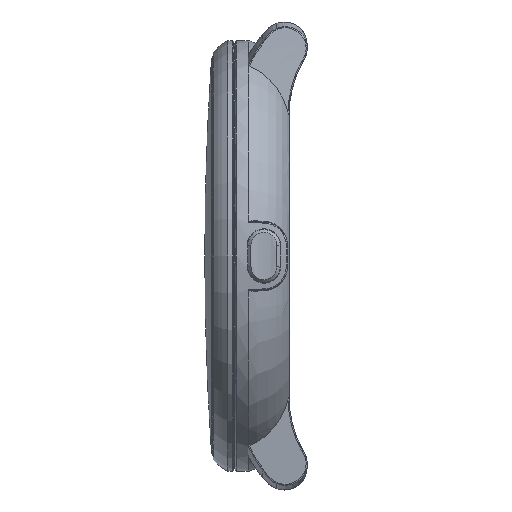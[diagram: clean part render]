
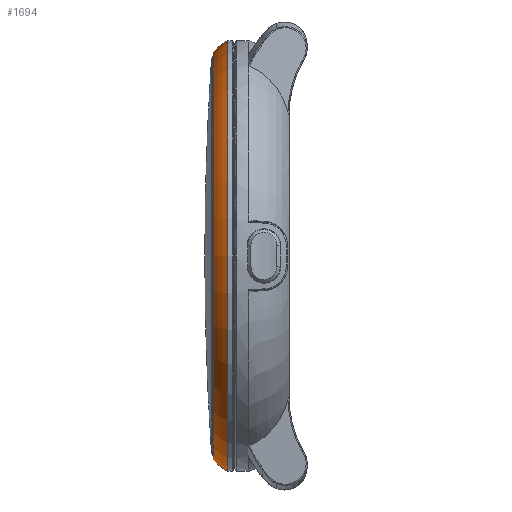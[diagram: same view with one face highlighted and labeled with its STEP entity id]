
A CAD part, left-side view. The second image highlights one B-rep face of the part: STEP entity #1694.
In plain terms, the highlighted toroidal (fillet/blend) face has major radius 14.868 mm and minor radius 5 mm.
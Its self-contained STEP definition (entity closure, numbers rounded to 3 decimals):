
#5 = CARTESIAN_POINT ( 'NONE',  ( 0., 3.042, 0. ) ) ;
#125 = EDGE_CURVE ( 'NONE', #7462, #5937, #22372, .T. ) ;
#1419 = DIRECTION ( 'NONE',  ( 0., 0., 1. ) ) ;
#1554 = CARTESIAN_POINT ( 'NONE',  ( 0., 6.79, -18.178 ) ) ;
#1694 = ADVANCED_FACE ( 'NONE', ( #16939 ), #19475, .T. ) ;
#3938 = CARTESIAN_POINT ( 'NONE',  ( 0., 6.79, 18.178 ) ) ;
#4501 = CARTESIAN_POINT ( 'NONE',  ( 0., 5.465, 19.242 ) ) ;
#4506 = CARTESIAN_POINT ( 'NONE',  ( 0., 6.79, 0. ) ) ;
#5166 = VERTEX_POINT ( 'NONE', #5769 ) ;
#5769 = CARTESIAN_POINT ( 'NONE',  ( 0., 5.465, -19.242 ) ) ;
#5937 = VERTEX_POINT ( 'NONE', #4501 ) ;
#6062 = VERTEX_POINT ( 'NONE', #1554 ) ;
#6324 = DIRECTION ( 'NONE',  ( 0., 0., -1. ) ) ;
#6410 = DIRECTION ( 'NONE',  ( -1., 0., 0. ) ) ;
#6450 = ORIENTED_EDGE ( 'NONE', *, *, #23016, .T. ) ;
#7462 = VERTEX_POINT ( 'NONE', #3938 ) ;
#8139 = CARTESIAN_POINT ( 'NONE',  ( 0., 3.042, 14.868 ) ) ;
#9509 = AXIS2_PLACEMENT_3D ( 'NONE', #8139, #20723, #9953 ) ;
#9953 = DIRECTION ( 'NONE',  ( 0., 0., -1. ) ) ;
#10848 = DIRECTION ( 'NONE',  ( 0., 0., 1. ) ) ;
#10931 = ORIENTED_EDGE ( 'NONE', *, *, #23059, .T. ) ;
#12195 = DIRECTION ( 'NONE',  ( 0., -1., 0. ) ) ;
#13500 = AXIS2_PLACEMENT_3D ( 'NONE', #22969, #12195, #1419 ) ;
#15072 = EDGE_LOOP ( 'NONE', ( #6450, #10931, #15930, #18617 ) ) ;
#15930 = ORIENTED_EDGE ( 'NONE', *, *, #18886, .F. ) ;
#16719 = AXIS2_PLACEMENT_3D ( 'NONE', #17179, #6410, #18970 ) ;
#16722 = CIRCLE ( 'NONE', #17926, 18.178 ) ;
#16939 = FACE_OUTER_BOUND ( 'NONE', #15072, .T. ) ;
#17102 = DIRECTION ( 'NONE',  ( 0., -1., 0. ) ) ;
#17179 = CARTESIAN_POINT ( 'NONE',  ( 0., 3.042, -14.868 ) ) ;
#17926 = AXIS2_PLACEMENT_3D ( 'NONE', #4506, #17102, #6324 ) ;
#18617 = ORIENTED_EDGE ( 'NONE', *, *, #125, .F. ) ;
#18886 = EDGE_CURVE ( 'NONE', #5937, #5166, #21821, .T. ) ;
#18970 = DIRECTION ( 'NONE',  ( 0., 0., 1. ) ) ;
#19475 = TOROIDAL_SURFACE ( 'NONE', #20658, 14.868, 5. ) ;
#20658 = AXIS2_PLACEMENT_3D ( 'NONE', #5, #21621, #10848 ) ;
#20723 = DIRECTION ( 'NONE',  ( 1., 0., 0. ) ) ;
#21537 = CIRCLE ( 'NONE', #16719, 5. ) ;
#21621 = DIRECTION ( 'NONE',  ( 0., -1., 0. ) ) ;
#21821 = CIRCLE ( 'NONE', #13500, 19.242 ) ;
#22372 = CIRCLE ( 'NONE', #9509, 5. ) ;
#22969 = CARTESIAN_POINT ( 'NONE',  ( 0., 5.465, 0. ) ) ;
#23016 = EDGE_CURVE ( 'NONE', #7462, #6062, #16722, .T. ) ;
#23059 = EDGE_CURVE ( 'NONE', #6062, #5166, #21537, .T. ) ;
